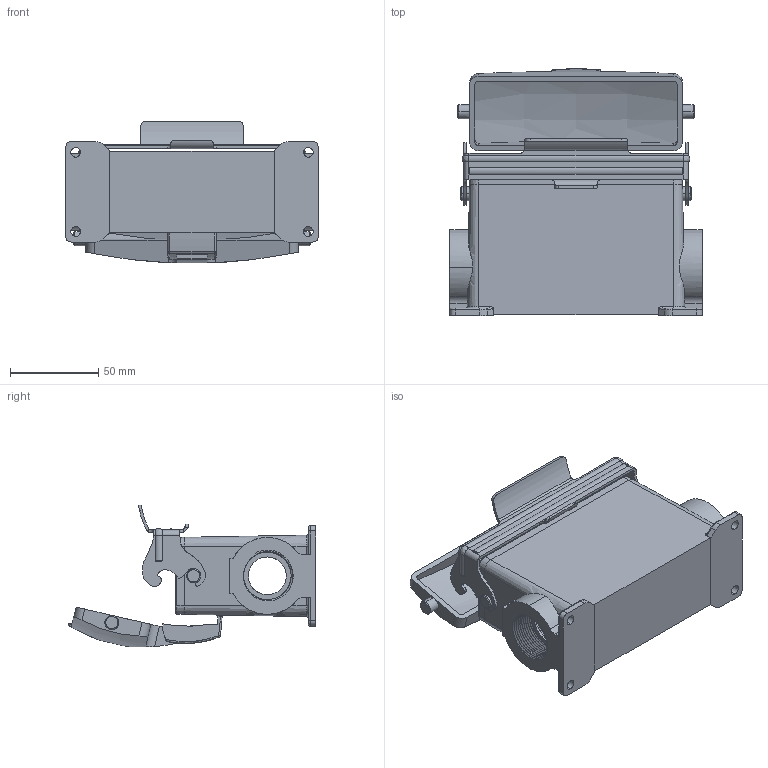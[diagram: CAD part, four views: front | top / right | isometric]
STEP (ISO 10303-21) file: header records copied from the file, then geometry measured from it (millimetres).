
FILE_DESCRIPTION (( 'STEP AP214' ), '1' );
FILE_NAME ('ZP-MC24B-2-SSM21CL.step', '2015-08-12T18:07:45', ( '' ), ( '' ), 'SwSTEP 2.0', 'SolidWorks 2014', '' );
FILE_SCHEMA (( 'AUTOMOTIVE_DESIGN' ));
Length unit declared in the file: millimetre
Products named in the file (1): ZP-MC24B-2-SSM21CL
Bounding box: 143.32 x 140.5 x 80.54 mm (x, y, z)
Volume: 214307.2 mm3; surface area: 98699.5 mm2
Topology: 3 solids, 3 shells, 404 faces, 1060 edges, 672 vertices
Faces by surface type: cylinder 166, plane 160, bspline 29, cone 25, torus 22, sphere 2
Entity records: 21902 total; most frequent: CARTESIAN_POINT 9361, ORIENTED_EDGE 2120, DIRECTION 1828, EDGE_CURVE 1060, VERTEX_POINT 672, AXIS2_PLACEMENT_3D 651, LINE 526, VECTOR 526
